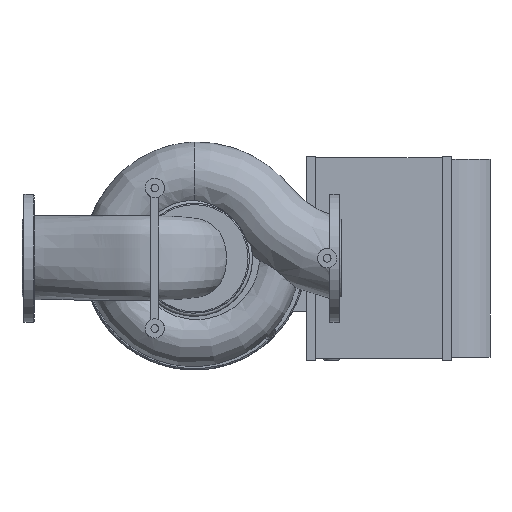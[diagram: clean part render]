
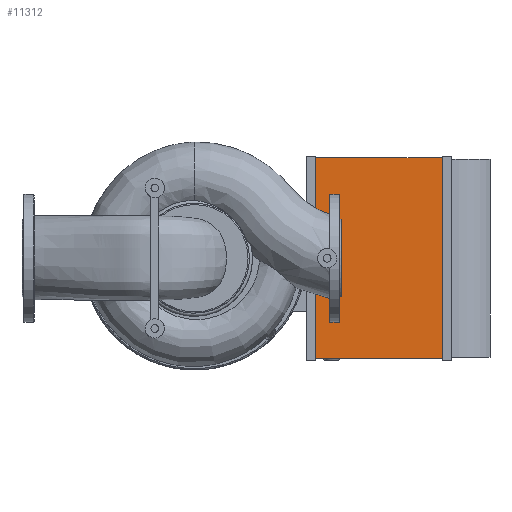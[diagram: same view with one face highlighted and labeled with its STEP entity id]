
A CAD part, front view. The second image highlights one B-rep face of the part: STEP entity #11312.
In plain terms, the highlighted planar face has unit normal (0, -1, 0).
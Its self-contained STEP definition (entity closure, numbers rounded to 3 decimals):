
#1035=LINE($,#26417,#1984);
#1067=LINE($,#26496,#2016);
#1068=LINE($,#26498,#2017);
#1069=LINE($,#26499,#2018);
#1984=VECTOR($,#15480,198.);
#2016=VECTOR($,#15552,314.);
#2017=VECTOR($,#15553,198.);
#2018=VECTOR($,#15554,314.);
#2520=PLANE($,#12494);
#3315=FACE_OUTER_BOUND($,#4129,.T.);
#4129=EDGE_LOOP($,(#10196,#10197,#10198,#10199));
#5641=VERTEX_POINT($,#26414);
#5642=VERTEX_POINT($,#26416);
#5669=VERTEX_POINT($,#26495);
#5670=VERTEX_POINT($,#26497);
#7163=EDGE_CURVE($,#5642,#5641,#1035,.T.);
#7201=EDGE_CURVE($,#5669,#5641,#1067,.T.);
#7202=EDGE_CURVE($,#5669,#5670,#1068,.T.);
#7203=EDGE_CURVE($,#5670,#5642,#1069,.T.);
#10196=ORIENTED_EDGE($,*,*,#7163,.T.);
#10197=ORIENTED_EDGE($,*,*,#7201,.F.);
#10198=ORIENTED_EDGE($,*,*,#7202,.T.);
#10199=ORIENTED_EDGE($,*,*,#7203,.T.);
#11312=ADVANCED_FACE($,(#3315),#2520,.T.);
#12494=AXIS2_PLACEMENT_3D($,#26494,#15550,#15551);
#15480=DIRECTION($,(1.,0.,0.));
#15550=DIRECTION('center_axis',(0.,-1.,0.));
#15551=DIRECTION('ref_axis',(0.,0.,-1.));
#15552=DIRECTION($,(0.,0.,-1.));
#15553=DIRECTION($,(-1.,0.,0.));
#15554=DIRECTION($,(0.,0.,-1.));
#26414=CARTESIAN_POINT('',(658.,356.,-157.));
#26416=CARTESIAN_POINT('',(460.,356.,-157.));
#26417=CARTESIAN_POINT($,(608.5,356.,-157.));
#26494=CARTESIAN_POINT('Origin',(658.,356.,0.));
#26495=CARTESIAN_POINT('',(658.,356.,157.));
#26496=CARTESIAN_POINT($,(658.,356.,0.));
#26497=CARTESIAN_POINT('',(460.,356.,157.));
#26498=CARTESIAN_POINT($,(608.5,356.,157.));
#26499=CARTESIAN_POINT($,(460.,356.,0.));
